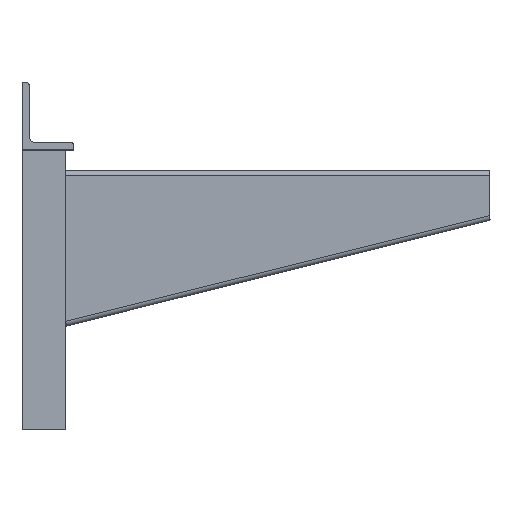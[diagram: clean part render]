
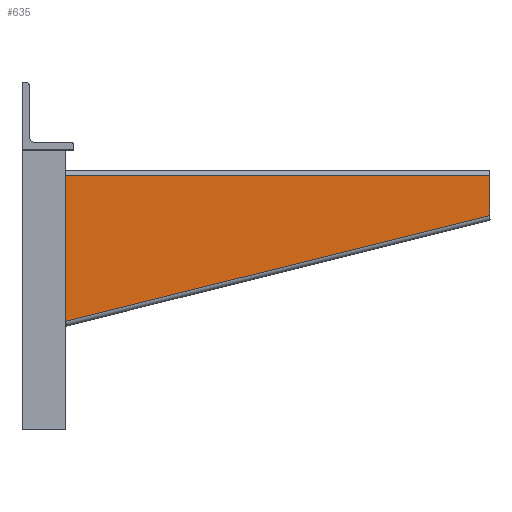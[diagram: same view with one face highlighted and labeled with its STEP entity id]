
A CAD part, top view. The second image highlights one B-rep face of the part: STEP entity #635.
In plain terms, the highlighted planar face has unit normal (0, 0, 1).
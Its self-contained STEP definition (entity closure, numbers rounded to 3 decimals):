
#5 = VECTOR ( 'NONE', #939, 1000. ) ;
#68 = CARTESIAN_POINT ( 'NONE',  ( 0., 0., 0. ) ) ;
#200 = CARTESIAN_POINT ( 'NONE',  ( 0., -119.665, 0. ) ) ;
#241 = EDGE_CURVE ( 'NONE', #2827, #2971, #994, .T. ) ;
#243 = FACE_OUTER_BOUND ( 'NONE', #2794, .T. ) ;
#244 = VECTOR ( 'NONE', #292, 1000. ) ;
#261 = DIRECTION ( 'NONE',  ( 0., 1., 0. ) ) ;
#272 = EDGE_CURVE ( 'NONE', #423, #882, #1397, .T. ) ;
#292 = DIRECTION ( 'NONE',  ( 1., 0., 0. ) ) ;
#349 = CARTESIAN_POINT ( 'NONE',  ( 0., -119.69, 0. ) ) ;
#422 = ORIENTED_EDGE ( 'NONE', *, *, #241, .F. ) ;
#423 = VERTEX_POINT ( 'NONE', #200 ) ;
#635 = ADVANCED_FACE ( 'NONE', ( #243 ), #959, .F. ) ;
#667 = CARTESIAN_POINT ( 'NONE',  ( 410., -17.404, 0. ) ) ;
#730 = AXIS2_PLACEMENT_3D ( 'NONE', #68, #2854, #1892 ) ;
#882 = VERTEX_POINT ( 'NONE', #667 ) ;
#939 = DIRECTION ( 'NONE',  ( 0.97, 0.242, 0. ) ) ;
#959 = PLANE ( 'NONE',  #730 ) ;
#994 = LINE ( 'NONE', #1685, #244 ) ;
#1073 = VECTOR ( 'NONE', #1576, 1000. ) ;
#1196 = ORIENTED_EDGE ( 'NONE', *, *, #1950, .T. ) ;
#1397 = LINE ( 'NONE', #2094, #5 ) ;
#1425 = LINE ( 'NONE', #2358, #1999 ) ;
#1576 = DIRECTION ( 'NONE',  ( 0., -1., 0. ) ) ;
#1597 = ORIENTED_EDGE ( 'NONE', *, *, #2849, .T. ) ;
#1685 = CARTESIAN_POINT ( 'NONE',  ( 0., 21.46, 0. ) ) ;
#1720 = CARTESIAN_POINT ( 'NONE',  ( 410., 21.46, 0. ) ) ;
#1892 = DIRECTION ( 'NONE',  ( -1., 0., 0. ) ) ;
#1950 = EDGE_CURVE ( 'NONE', #2827, #423, #2031, .T. ) ;
#1999 = VECTOR ( 'NONE', #261, 1000. ) ;
#2031 = LINE ( 'NONE', #349, #1073 ) ;
#2094 = CARTESIAN_POINT ( 'NONE',  ( 28.098, -112.657, 0. ) ) ;
#2358 = CARTESIAN_POINT ( 'NONE',  ( 410., 49.01, 0. ) ) ;
#2577 = CARTESIAN_POINT ( 'NONE',  ( 0., 21.46, 0. ) ) ;
#2794 = EDGE_LOOP ( 'NONE', ( #1196, #2860, #1597, #422 ) ) ;
#2827 = VERTEX_POINT ( 'NONE', #2577 ) ;
#2849 = EDGE_CURVE ( 'NONE', #882, #2971, #1425, .T. ) ;
#2854 = DIRECTION ( 'NONE',  ( 0., 0., -1. ) ) ;
#2860 = ORIENTED_EDGE ( 'NONE', *, *, #272, .T. ) ;
#2971 = VERTEX_POINT ( 'NONE', #1720 ) ;
